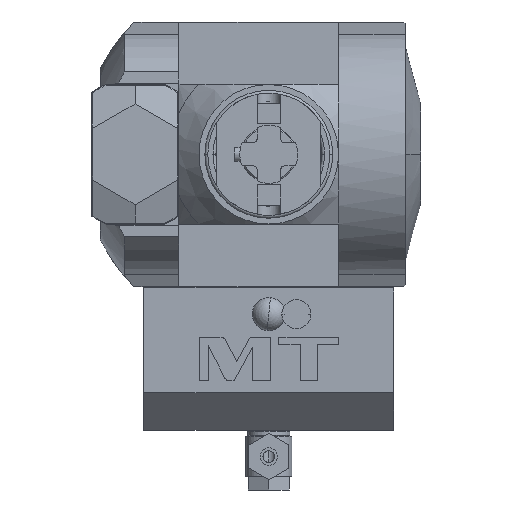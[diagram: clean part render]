
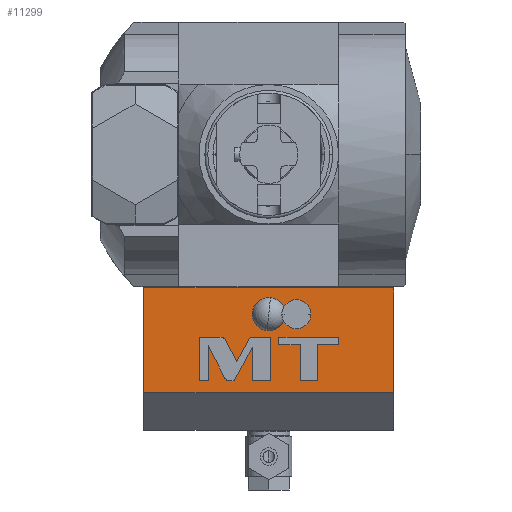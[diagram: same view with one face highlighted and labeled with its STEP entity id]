
A CAD part, left-side view. The second image highlights one B-rep face of the part: STEP entity #11299.
In plain terms, the highlighted planar face has unit normal (-1, 0, 0).
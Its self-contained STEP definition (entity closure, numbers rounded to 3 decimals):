
#963=DIRECTION('',(0.,0.,-1.));
#964=VECTOR('',#963,36.);
#965=CARTESIAN_POINT('',(-35.,43.,-46.));
#966=LINE('',#965,#964);
#3562=DIRECTION('',(0.,0.,-1.));
#3563=VECTOR('',#3562,36.);
#3564=CARTESIAN_POINT('',(-35.,-43.,-46.));
#3565=LINE('',#3564,#3563);
#3857=DIRECTION('',(0.,-1.,0.));
#3858=VECTOR('',#3857,86.);
#3859=CARTESIAN_POINT('',(-35.,43.,-82.));
#3860=LINE('',#3859,#3858);
#3861=DIRECTION('',(0.,-1.,0.));
#3862=VECTOR('',#3861,86.);
#3863=CARTESIAN_POINT('',(-35.,43.,-46.));
#3864=LINE('',#3863,#3862);
#3865=CARTESIAN_POINT('',(-35.,0.,-55.));
#3866=DIRECTION('',(-1.,0.,0.));
#3867=DIRECTION('',(0.,-0.1,0.995));
#3868=AXIS2_PLACEMENT_3D('',#3865,#3866,#3867);
#3870=CARTESIAN_POINT('',(-35.,0.,-55.));
#3871=DIRECTION('',(-1.,0.,0.));
#3872=DIRECTION('',(0.,0.1,-0.995));
#3873=AXIS2_PLACEMENT_3D('',#3870,#3871,#3872);
#3875=CARTESIAN_POINT('',(-35.,-9.5,-55.));
#3876=DIRECTION('',(1.,0.,0.));
#3877=DIRECTION('',(0.,-1.,0.));
#3878=AXIS2_PLACEMENT_3D('',#3875,#3876,#3877);
#3880=CARTESIAN_POINT('',(-35.,-9.5,-55.));
#3881=DIRECTION('',(1.,0.,0.));
#3882=DIRECTION('',(0.,1.,0.));
#3883=AXIS2_PLACEMENT_3D('',#3880,#3881,#3882);
#3885=CARTESIAN_POINT('',(-35.,14.827,-63.977));
#3886=CARTESIAN_POINT('',(-35.,15.139,-63.374));
#3887=CARTESIAN_POINT('',(-35.,15.754,-63.));
#3888=CARTESIAN_POINT('',(-35.,16.432,-63.));
#3890=DIRECTION('',(0.,1.,0.));
#3891=VECTOR('',#3890,7.541);
#3892=CARTESIAN_POINT('',(-35.,16.432,-63.));
#3893=LINE('',#3892,#3891);
#3894=DIRECTION('',(0.,0.,-1.));
#3895=VECTOR('',#3894,15.);
#3896=CARTESIAN_POINT('',(-35.,23.973,-63.));
#3897=LINE('',#3896,#3895);
#3898=DIRECTION('',(0.,-1.,0.));
#3899=VECTOR('',#3898,3.12);
#3900=CARTESIAN_POINT('',(-35.,23.973,-78.));
#3901=LINE('',#3900,#3899);
#3902=DIRECTION('',(0.,0.,1.));
#3903=VECTOR('',#3902,12.152);
#3904=CARTESIAN_POINT('',(-35.,20.853,-78.));
#3905=LINE('',#3904,#3903);
#3906=DIRECTION('',(0.,-0.459,-0.888));
#3907=VECTOR('',#3906,12.58);
#3908=CARTESIAN_POINT('',(-35.,20.853,-65.848));
#3909=LINE('',#3908,#3907);
#3910=CARTESIAN_POINT('',(-35.,15.075,-77.023));
#3911=CARTESIAN_POINT('',(-35.,14.763,-77.626));
#3912=CARTESIAN_POINT('',(-35.,14.147,-78.));
#3913=CARTESIAN_POINT('',(-35.,13.469,-78.));
#3915=DIRECTION('',(0.,-1.,0.));
#3916=VECTOR('',#3915,1.565);
#3917=CARTESIAN_POINT('',(-35.,13.469,-78.));
#3918=LINE('',#3917,#3916);
#3919=DIRECTION('',(0.,-0.481,0.877));
#3920=VECTOR('',#3919,13.015);
#3921=CARTESIAN_POINT('',(-35.,11.904,-78.));
#3922=LINE('',#3921,#3920);
#3923=DIRECTION('',(0.,0.,-1.));
#3924=VECTOR('',#3923,11.409);
#3925=CARTESIAN_POINT('',(-35.,5.641,-66.591));
#3926=LINE('',#3925,#3924);
#3927=DIRECTION('',(0.,-1.,0.));
#3928=VECTOR('',#3927,6.312);
#3929=CARTESIAN_POINT('',(-35.,5.641,-78.));
#3930=LINE('',#3929,#3928);
#3931=DIRECTION('',(0.,0.,1.));
#3932=VECTOR('',#3931,15.);
#3933=CARTESIAN_POINT('',(-35.,-0.671,-78.));
#3934=LINE('',#3933,#3932);
#3935=DIRECTION('',(0.,1.,0.));
#3936=VECTOR('',#3935,7.116);
#3937=CARTESIAN_POINT('',(-35.,-0.671,-63.));
#3938=LINE('',#3937,#3936);
#3939=DIRECTION('',(0.,0.481,-0.877));
#3940=VECTOR('',#3939,9.511);
#3941=CARTESIAN_POINT('',(-35.,6.445,-63.));
#3942=LINE('',#3941,#3940);
#3943=DIRECTION('',(0.,0.459,0.888));
#3944=VECTOR('',#3943,8.286);
#3945=CARTESIAN_POINT('',(-35.,11.022,-71.337));
#3946=LINE('',#3945,#3944);
#3947=DIRECTION('',(0.,0.,-1.));
#3948=VECTOR('',#3947,12.446);
#3949=CARTESIAN_POINT('',(-35.,-10.759,-65.554));
#3950=LINE('',#3949,#3948);
#3951=DIRECTION('',(0.,-1.,0.));
#3952=VECTOR('',#3951,5.942);
#3953=CARTESIAN_POINT('',(-35.,-10.759,-78.));
#3954=LINE('',#3953,#3952);
#3955=DIRECTION('',(0.,0.,1.));
#3956=VECTOR('',#3955,12.446);
#3957=CARTESIAN_POINT('',(-35.,-16.701,-78.));
#3958=LINE('',#3957,#3956);
#3959=DIRECTION('',(0.,-1.,0.));
#3960=VECTOR('',#3959,7.272);
#3961=CARTESIAN_POINT('',(-35.,-16.701,-65.554));
#3962=LINE('',#3961,#3960);
#3963=DIRECTION('',(0.,0.,1.));
#3964=VECTOR('',#3963,2.554);
#3965=CARTESIAN_POINT('',(-35.,-23.973,-65.554));
#3966=LINE('',#3965,#3964);
#3967=DIRECTION('',(0.,1.,0.));
#3968=VECTOR('',#3967,20.486);
#3969=CARTESIAN_POINT('',(-35.,-23.973,-63.));
#3970=LINE('',#3969,#3968);
#3971=DIRECTION('',(0.,0.,-1.));
#3972=VECTOR('',#3971,2.554);
#3973=CARTESIAN_POINT('',(-35.,-3.487,-63.));
#3974=LINE('',#3973,#3972);
#3975=DIRECTION('',(0.,-1.,0.));
#3976=VECTOR('',#3975,7.272);
#3977=CARTESIAN_POINT('',(-35.,-3.487,-65.554));
#3978=LINE('',#3977,#3976);
#5350=CARTESIAN_POINT('',(-35.,43.,-82.));
#5352=VERTEX_POINT('',#5350);
#5356=CARTESIAN_POINT('',(-35.,-43.,-82.));
#5358=VERTEX_POINT('',#5356);
#5502=CARTESIAN_POINT('',(-35.,43.,-46.));
#5504=VERTEX_POINT('',#5502);
#5506=CARTESIAN_POINT('',(-35.,-43.,-46.));
#5508=VERTEX_POINT('',#5506);
#6040=CARTESIAN_POINT('',(-35.,-0.567,-49.34));
#6041=CARTESIAN_POINT('',(-35.,0.567,-60.66));
#6042=VERTEX_POINT('',#6040);
#6043=VERTEX_POINT('',#6041);
#6054=CARTESIAN_POINT('',(-35.,-12.2,-55.));
#6055=CARTESIAN_POINT('',(-35.,-6.8,-55.));
#6056=VERTEX_POINT('',#6054);
#6057=VERTEX_POINT('',#6055);
#6522=CARTESIAN_POINT('',(-35.,14.827,-63.977));
#6523=VERTEX_POINT('',#6522);
#6524=CARTESIAN_POINT('',(-35.,16.432,-63.));
#6525=VERTEX_POINT('',#6524);
#6526=CARTESIAN_POINT('',(-35.,23.973,-63.));
#6527=VERTEX_POINT('',#6526);
#6528=CARTESIAN_POINT('',(-35.,23.973,-78.));
#6529=VERTEX_POINT('',#6528);
#6530=CARTESIAN_POINT('',(-35.,20.853,-78.));
#6531=VERTEX_POINT('',#6530);
#6532=CARTESIAN_POINT('',(-35.,20.853,-65.848));
#6533=VERTEX_POINT('',#6532);
#6534=CARTESIAN_POINT('',(-35.,15.075,-77.023));
#6535=VERTEX_POINT('',#6534);
#6536=CARTESIAN_POINT('',(-35.,13.469,-78.));
#6537=VERTEX_POINT('',#6536);
#6538=CARTESIAN_POINT('',(-35.,11.904,-78.));
#6539=VERTEX_POINT('',#6538);
#6540=CARTESIAN_POINT('',(-35.,5.641,-66.591));
#6541=VERTEX_POINT('',#6540);
#6542=CARTESIAN_POINT('',(-35.,5.641,-78.));
#6543=VERTEX_POINT('',#6542);
#6544=CARTESIAN_POINT('',(-35.,-0.671,-78.));
#6545=VERTEX_POINT('',#6544);
#6546=CARTESIAN_POINT('',(-35.,-0.671,-63.));
#6547=VERTEX_POINT('',#6546);
#6548=CARTESIAN_POINT('',(-35.,6.445,-63.));
#6549=VERTEX_POINT('',#6548);
#6550=CARTESIAN_POINT('',(-35.,11.022,-71.337));
#6551=VERTEX_POINT('',#6550);
#6552=CARTESIAN_POINT('',(-35.,-10.759,-65.554));
#6553=VERTEX_POINT('',#6552);
#6554=CARTESIAN_POINT('',(-35.,-10.759,-78.));
#6555=VERTEX_POINT('',#6554);
#6556=CARTESIAN_POINT('',(-35.,-16.701,-78.));
#6557=VERTEX_POINT('',#6556);
#6558=CARTESIAN_POINT('',(-35.,-16.701,-65.554));
#6559=VERTEX_POINT('',#6558);
#6560=CARTESIAN_POINT('',(-35.,-23.973,-65.554));
#6561=VERTEX_POINT('',#6560);
#6562=CARTESIAN_POINT('',(-35.,-23.973,-63.));
#6563=VERTEX_POINT('',#6562);
#6564=CARTESIAN_POINT('',(-35.,-3.487,-63.));
#6565=VERTEX_POINT('',#6564);
#6566=CARTESIAN_POINT('',(-35.,-3.487,-65.554));
#6567=VERTEX_POINT('',#6566);
#11225=CARTESIAN_POINT('',(-35.,43.,-10.));
#11226=DIRECTION('',(-1.,0.,0.));
#11227=DIRECTION('',(0.,0.,-1.));
#11228=AXIS2_PLACEMENT_3D('',#11225,#11226,#11227);
#11229=PLANE('',#11228);
#11231=ORIENTED_EDGE('',*,*,#11230,.T.);
#11232=ORIENTED_EDGE('',*,*,#10779,.T.);
#11233=ORIENTED_EDGE('',*,*,#11218,.F.);
#11234=ORIENTED_EDGE('',*,*,#7826,.F.);
#11235=EDGE_LOOP('',(#11231,#11232,#11233,#11234));
#11236=FACE_OUTER_BOUND('',#11235,.F.);
#11238=ORIENTED_EDGE('',*,*,#11237,.T.);
#11240=ORIENTED_EDGE('',*,*,#11239,.T.);
#11241=EDGE_LOOP('',(#11238,#11240));
#11242=FACE_BOUND('',#11241,.F.);
#11244=ORIENTED_EDGE('',*,*,#11243,.F.);
#11246=ORIENTED_EDGE('',*,*,#11245,.F.);
#11247=EDGE_LOOP('',(#11244,#11246));
#11248=FACE_BOUND('',#11247,.F.);
#11250=ORIENTED_EDGE('',*,*,#11249,.T.);
#11252=ORIENTED_EDGE('',*,*,#11251,.T.);
#11254=ORIENTED_EDGE('',*,*,#11253,.T.);
#11256=ORIENTED_EDGE('',*,*,#11255,.T.);
#11258=ORIENTED_EDGE('',*,*,#11257,.T.);
#11260=ORIENTED_EDGE('',*,*,#11259,.T.);
#11262=ORIENTED_EDGE('',*,*,#11261,.T.);
#11264=ORIENTED_EDGE('',*,*,#11263,.T.);
#11266=ORIENTED_EDGE('',*,*,#11265,.T.);
#11268=ORIENTED_EDGE('',*,*,#11267,.T.);
#11270=ORIENTED_EDGE('',*,*,#11269,.T.);
#11272=ORIENTED_EDGE('',*,*,#11271,.T.);
#11274=ORIENTED_EDGE('',*,*,#11273,.T.);
#11276=ORIENTED_EDGE('',*,*,#11275,.T.);
#11278=ORIENTED_EDGE('',*,*,#11277,.T.);
#11279=EDGE_LOOP('',(#11250,#11252,#11254,#11256,#11258,#11260,#11262,#11264,
#11266,#11268,#11270,#11272,#11274,#11276,#11278));
#11280=FACE_BOUND('',#11279,.F.);
#11282=ORIENTED_EDGE('',*,*,#11281,.T.);
#11284=ORIENTED_EDGE('',*,*,#11283,.T.);
#11286=ORIENTED_EDGE('',*,*,#11285,.T.);
#11288=ORIENTED_EDGE('',*,*,#11287,.T.);
#11290=ORIENTED_EDGE('',*,*,#11289,.T.);
#11292=ORIENTED_EDGE('',*,*,#11291,.T.);
#11294=ORIENTED_EDGE('',*,*,#11293,.T.);
#11296=ORIENTED_EDGE('',*,*,#11295,.T.);
#11297=EDGE_LOOP('',(#11282,#11284,#11286,#11288,#11290,#11292,#11294,#11296));
#11298=FACE_BOUND('',#11297,.F.);
#11299=ADVANCED_FACE('',(#11236,#11242,#11248,#11280,#11298),#11229,.T.);
#3869=CIRCLE('',#3868,5.689);
#3874=CIRCLE('',#3873,5.689);
#3879=CIRCLE('',#3878,2.7);
#3884=CIRCLE('',#3883,2.7);
#3889=B_SPLINE_CURVE_WITH_KNOTS('',3,(#3885,#3886,#3887,#3888),.UNSPECIFIED.,
.F.,.F.,(4,4),(0.,1.),.UNSPECIFIED.);
#3914=B_SPLINE_CURVE_WITH_KNOTS('',3,(#3910,#3911,#3912,#3913),.UNSPECIFIED.,
.F.,.F.,(4,4),(0.,1.),.UNSPECIFIED.);
#7826=EDGE_CURVE('',#5504,#5352,#966,.T.);
#10779=EDGE_CURVE('',#5508,#5358,#3565,.T.);
#11218=EDGE_CURVE('',#5352,#5358,#3860,.T.);
#11230=EDGE_CURVE('',#5504,#5508,#3864,.T.);
#11237=EDGE_CURVE('',#6042,#6043,#3869,.T.);
#11239=EDGE_CURVE('',#6043,#6042,#3874,.T.);
#11243=EDGE_CURVE('',#6056,#6057,#3879,.T.);
#11245=EDGE_CURVE('',#6057,#6056,#3884,.T.);
#11249=EDGE_CURVE('',#6523,#6525,#3889,.T.);
#11251=EDGE_CURVE('',#6525,#6527,#3893,.T.);
#11253=EDGE_CURVE('',#6527,#6529,#3897,.T.);
#11255=EDGE_CURVE('',#6529,#6531,#3901,.T.);
#11257=EDGE_CURVE('',#6531,#6533,#3905,.T.);
#11259=EDGE_CURVE('',#6533,#6535,#3909,.T.);
#11261=EDGE_CURVE('',#6535,#6537,#3914,.T.);
#11263=EDGE_CURVE('',#6537,#6539,#3918,.T.);
#11265=EDGE_CURVE('',#6539,#6541,#3922,.T.);
#11267=EDGE_CURVE('',#6541,#6543,#3926,.T.);
#11269=EDGE_CURVE('',#6543,#6545,#3930,.T.);
#11271=EDGE_CURVE('',#6545,#6547,#3934,.T.);
#11273=EDGE_CURVE('',#6547,#6549,#3938,.T.);
#11275=EDGE_CURVE('',#6549,#6551,#3942,.T.);
#11277=EDGE_CURVE('',#6551,#6523,#3946,.T.);
#11281=EDGE_CURVE('',#6553,#6555,#3950,.T.);
#11283=EDGE_CURVE('',#6555,#6557,#3954,.T.);
#11285=EDGE_CURVE('',#6557,#6559,#3958,.T.);
#11287=EDGE_CURVE('',#6559,#6561,#3962,.T.);
#11289=EDGE_CURVE('',#6561,#6563,#3966,.T.);
#11291=EDGE_CURVE('',#6563,#6565,#3970,.T.);
#11293=EDGE_CURVE('',#6565,#6567,#3974,.T.);
#11295=EDGE_CURVE('',#6567,#6553,#3978,.T.);
